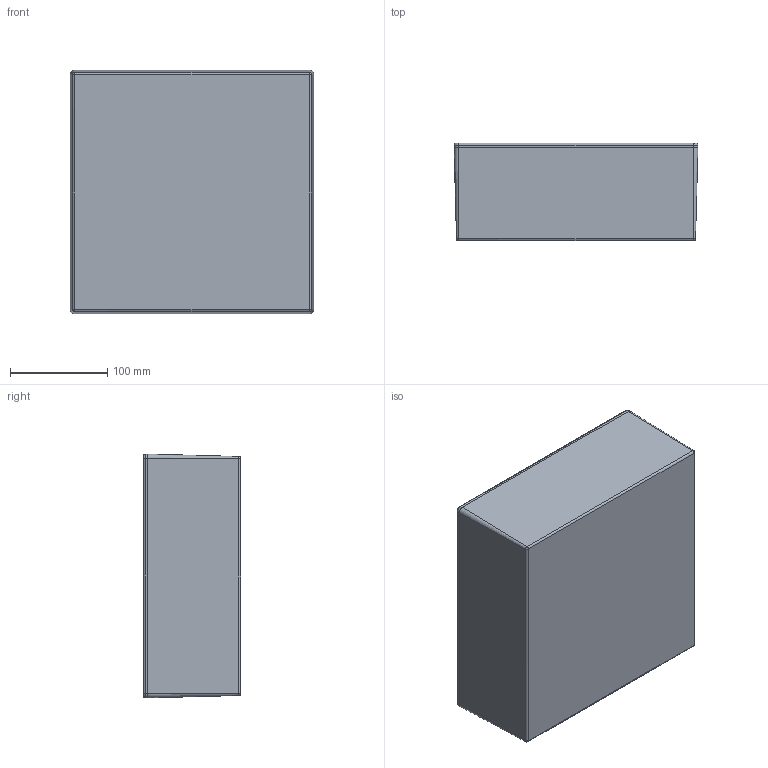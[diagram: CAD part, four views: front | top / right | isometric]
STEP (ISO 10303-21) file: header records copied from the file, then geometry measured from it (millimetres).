
FILE_DESCRIPTION (( 'STEP AP214' ), '1' );
FILE_NAME ('B021.STEP', '2014-08-27T01:49:55', ( 'AsusUser' ), ( '' ), 'SwSTEP 2.0', 'SolidWorks 2014', '' );
FILE_SCHEMA (( 'AUTOMOTIVE_DESIGN' ));
Length unit declared in the file: millimetre
Products named in the file (3): B021; B021-COVER; B021-BASE
Assembly tree (2 placements, depth 2):
  B021
    B021-BASE
    B021-COVER
Bounding box: 250.5 x 100 x 250.5 mm (x, y, z)
Volume: 596756 mm3; surface area: 457405.2 mm2
Topology: 2 solids, 2 shells, 587 faces, 1581 edges, 990 vertices
Faces by surface type: plane 223, cone 165, bspline 151, cylinder 48
Entity records: 27654 total; most frequent: CARTESIAN_POINT 7971, ORIENTED_EDGE 3124, DIRECTION 2458, EDGE_CURVE 1562, VERTEX_POINT 990, AXIS2_PLACEMENT_3D 823, VECTOR 812, LINE 812
